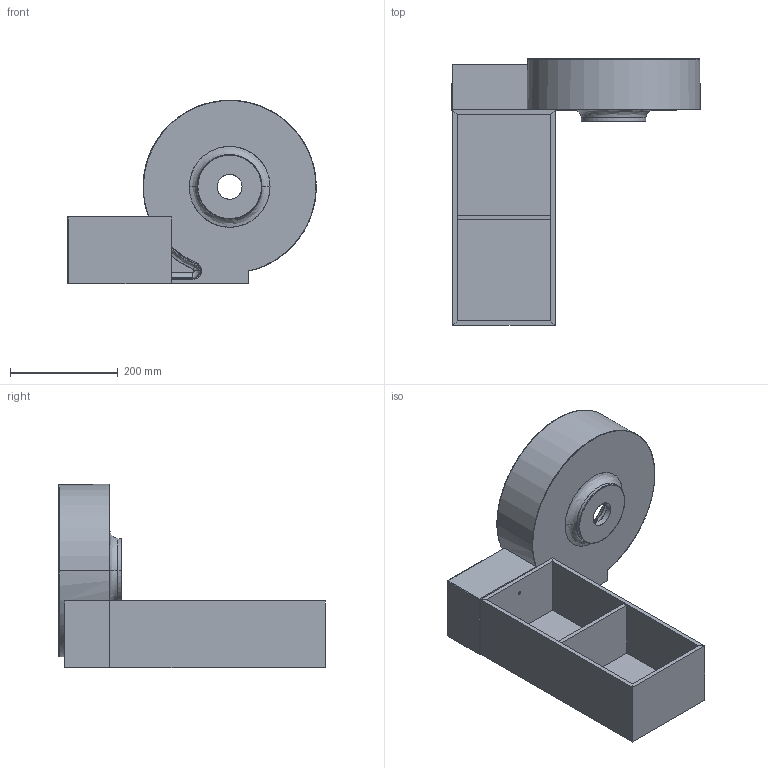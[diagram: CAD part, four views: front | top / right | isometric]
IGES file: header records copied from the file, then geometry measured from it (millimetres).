
Start section: SolidWorks IGES file using analytic representation for surfaces
Global section: file name: Scalino _Regal_Links.IGS; native system: SolidWorks 2022; preprocessor: SolidWorks 2022; author: m.jentzsch; date: 240319.114410; units: millimetre
Bounding box: 461.56 x 495 x 340.82 mm (x, y, z)
Surface area: 965998.8 mm2 (no closed solid volume)
Topology: 0 solids, 0 shells, 163 faces, 1481 edges, 1481 vertices
Faces by surface type: bspline 111, revolution 52
